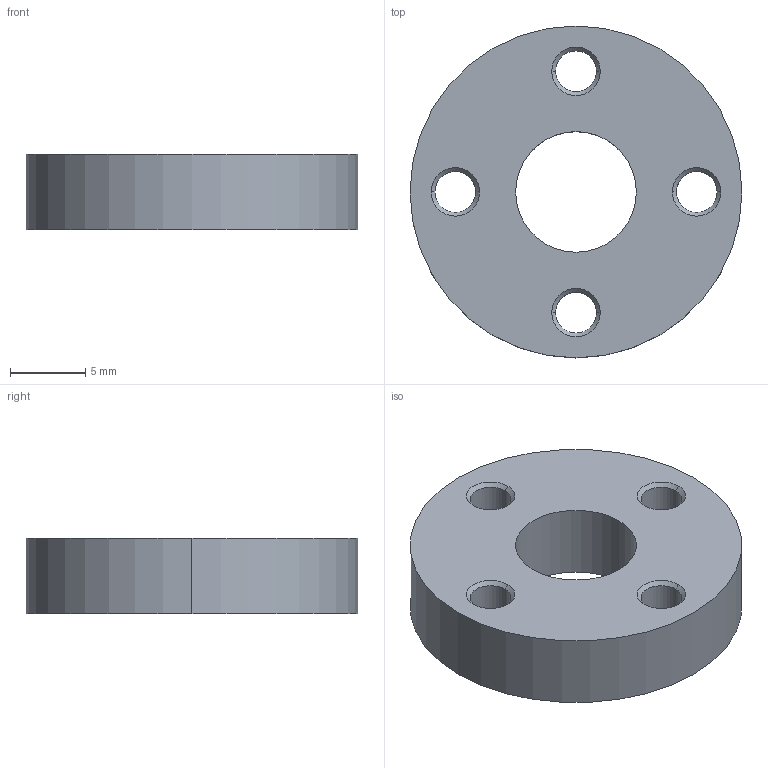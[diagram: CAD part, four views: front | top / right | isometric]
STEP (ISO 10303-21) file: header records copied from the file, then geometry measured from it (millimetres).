
FILE_DESCRIPTION (( 'STEP AP214' ), '1' );
FILE_NAME ('36466_TXM-Omni Wheel Joining Hub.STEP', '2017-01-16T14:11:56', ( '' ), ( '' ), 'SwSTEP 2.0', 'SolidWorks 2016', '' );
FILE_SCHEMA (( 'AUTOMOTIVE_DESIGN' ));
Length unit declared in the file: millimetre
Products named in the file (2): 36466_TXM-Omni Wheel Joining Hub
Bounding box: 22 x 22 x 5 mm (x, y, z)
Volume: 1532.1 mm3; surface area: 1245.5 mm2
Topology: 1 solids, 1 shells, 30 faces, 68 edges, 40 vertices
Faces by surface type: cone 16, cylinder 12, plane 2
Entity records: 1001 total; most frequent: DIRECTION 172, CARTESIAN_POINT 140, ORIENTED_EDGE 136, AXIS2_PLACEMENT_3D 72, EDGE_CURVE 68, EDGE_LOOP 40, CIRCLE 40, VERTEX_POINT 40
